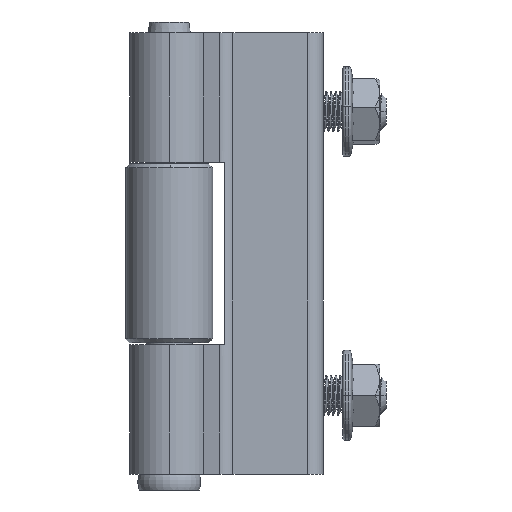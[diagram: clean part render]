
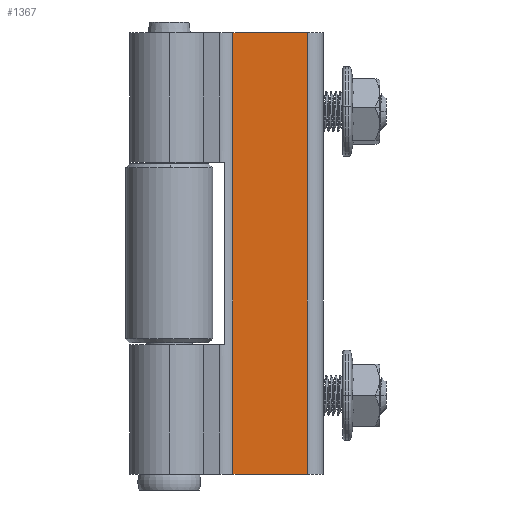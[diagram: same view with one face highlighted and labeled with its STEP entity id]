
A CAD part, left-side view. The second image highlights one B-rep face of the part: STEP entity #1367.
In plain terms, the highlighted planar face has unit normal (-1, 0, 0).
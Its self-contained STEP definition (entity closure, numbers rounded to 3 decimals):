
#49 = CARTESIAN_POINT ( 'NONE',  ( 2.003, -8.085, 56. ) ) ;
#218 = EDGE_CURVE ( 'NONE', #4921, #4927, #7800, .T. ) ;
#254 = CARTESIAN_POINT ( 'NONE',  ( 2.003, -8.085, 0. ) ) ;
#315 = EDGE_CURVE ( 'NONE', #2896, #4921, #7042, .T. ) ;
#670 = DIRECTION ( 'NONE',  ( 0., -1., 0. ) ) ;
#1367 = ADVANCED_FACE ( 'NONE', ( #5146 ), #8019, .F. ) ;
#1784 = ORIENTED_EDGE ( 'NONE', *, *, #218, .F. ) ;
#1920 = EDGE_CURVE ( 'NONE', #2896, #4510, #6171, .T. ) ;
#2092 = DIRECTION ( 'NONE',  ( 0., 0., -1. ) ) ;
#2171 = ORIENTED_EDGE ( 'NONE', *, *, #315, .F. ) ;
#2204 = CARTESIAN_POINT ( 'NONE',  ( 2.003, -17.49, 56. ) ) ;
#2478 = LINE ( 'NONE', #3516, #6150 ) ;
#2481 = ORIENTED_EDGE ( 'NONE', *, *, #1920, .T. ) ;
#2567 = ORIENTED_EDGE ( 'NONE', *, *, #3378, .T. ) ;
#2637 = CARTESIAN_POINT ( 'NONE',  ( 2.003, -17.49, 56. ) ) ;
#2681 = VECTOR ( 'NONE', #2092, 1000. ) ;
#2896 = VERTEX_POINT ( 'NONE', #3315 ) ;
#3315 = CARTESIAN_POINT ( 'NONE',  ( 2.003, -8.085, 56. ) ) ;
#3378 = EDGE_CURVE ( 'NONE', #4510, #4927, #2478, .T. ) ;
#3516 = CARTESIAN_POINT ( 'NONE',  ( 2.003, -8.085, 0. ) ) ;
#4510 = VERTEX_POINT ( 'NONE', #254 ) ;
#4921 = VERTEX_POINT ( 'NONE', #2637 ) ;
#4927 = VERTEX_POINT ( 'NONE', #5259 ) ;
#5146 = FACE_OUTER_BOUND ( 'NONE', #7505, .T. ) ;
#5259 = CARTESIAN_POINT ( 'NONE',  ( 2.003, -17.49, 0. ) ) ;
#5536 = VECTOR ( 'NONE', #670, 1000. ) ;
#6150 = VECTOR ( 'NONE', #8029, 1000. ) ;
#6171 = LINE ( 'NONE', #6304, #8012 ) ;
#6304 = CARTESIAN_POINT ( 'NONE',  ( 2.003, -8.085, 56. ) ) ;
#6661 = DIRECTION ( 'NONE',  ( 0., 0., -1. ) ) ;
#7042 = LINE ( 'NONE', #49, #5536 ) ;
#7490 = AXIS2_PLACEMENT_3D ( 'NONE', #8244, #8308, #8328 ) ;
#7505 = EDGE_LOOP ( 'NONE', ( #1784, #2171, #2481, #2567 ) ) ;
#7800 = LINE ( 'NONE', #2204, #2681 ) ;
#8012 = VECTOR ( 'NONE', #6661, 1000. ) ;
#8019 = PLANE ( 'NONE',  #7490 ) ;
#8029 = DIRECTION ( 'NONE',  ( 0., -1., 0. ) ) ;
#8244 = CARTESIAN_POINT ( 'NONE',  ( 2.003, -8.085, 56. ) ) ;
#8308 = DIRECTION ( 'NONE',  ( 1., 0., 0. ) ) ;
#8328 = DIRECTION ( 'NONE',  ( 0., 0., -1. ) ) ;
